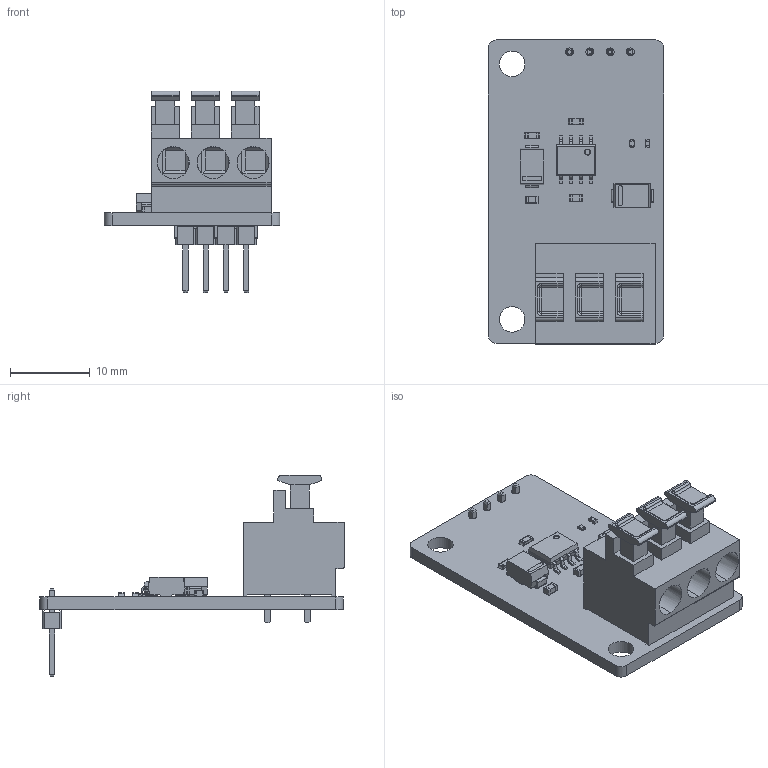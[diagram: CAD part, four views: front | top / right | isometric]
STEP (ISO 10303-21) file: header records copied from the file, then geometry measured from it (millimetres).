
FILE_DESCRIPTION(('KiCad electronic assembly'),'2;1');
FILE_NAME('LIN_breakout_3D.step','2021-09-02T14:39:54',('Pcbnew'),( 'Kicad'),'Open CASCADE STEP processor 7.5','KiCad to STEP converter' ,'Unknown');
FILE_SCHEMA(('AUTOMOTIVE_DESIGN { 1 0 10303 214 1 1 1 1 }'));
Length unit declared in the file: millimetre
Products named in the file (18): LIN_breakout_3D 1; 0402LED; COMPOUND; 0603R; SOLID; KF232 3P; Diode SMA; 0603C; SOIC-8; 0402R; 4x_Male_Pin_2.54_mm
Assembly tree (20 placements, depth 3):
  LIN_breakout_3D 1
    0402LED
      COMPOUND
    0603R  x2
      SOLID
    KF232 3P
      SOLID
    Diode SMA  x2
      COMPOUND
    0603C  x2
      COMPOUND
    SOIC-8
      SOLID
    0402R
      COMPOUND
    4x_Male_Pin_2.54_mm
      COMPOUND
    COMPOUND
Bounding box: 22 x 38.1 x 25.26 mm (x, y, z)
Volume: 3107 mm3; surface area: 4050.2 mm2
Topology: 32 solids, 32 shells, 1090 faces, 2603 edges, 1573 vertices
Faces by surface type: bspline 1068, cylinder 16, plane 6
Full cylindrical faces by diameter (mm): 1 x4, 1.2 x6, 3.2 x2
Entity records: 49099 total; most frequent: CARTESIAN_POINT 19660, B_SPLINE_CURVE_WITH_KNOTS 5191, ORIENTED_EDGE 4042, PCURVE 4042, DEFINITIONAL_REPRESENTATION 4042, EDGE_CURVE 2021, SURFACE_CURVE 2009, VERTEX_POINT 1265
